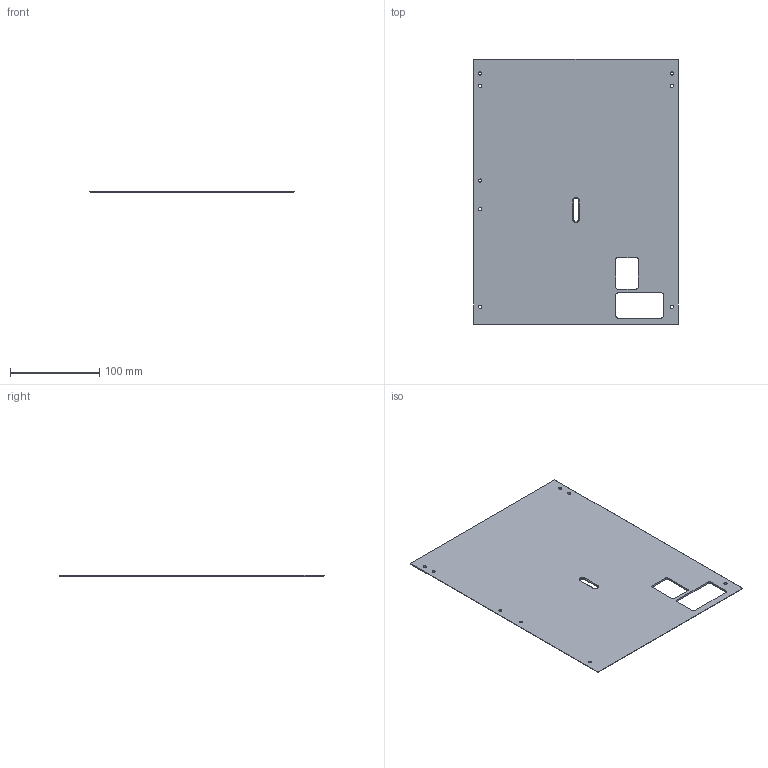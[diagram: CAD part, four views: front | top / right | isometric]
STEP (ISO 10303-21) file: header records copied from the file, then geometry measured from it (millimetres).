
FILE_DESCRIPTION (( 'STEP AP203' ), '1' );
FILE_NAME ('Electronic_Access_Plate.STEP', '2023-04-26T11:35:26', ( '' ), ( '' ), 'SwSTEP 2.0', 'SolidWorks 2018', '' );
FILE_SCHEMA (( 'CONFIG_CONTROL_DESIGN' ));
Length unit declared in the file: millimetre
Products named in the file (1): Electronic_Access_Plate
Bounding box: 229 x 297 x 2 mm (x, y, z)
Volume: 129878.3 mm3; surface area: 132995.6 mm2
Topology: 1 solids, 1 shells, 57 faces, 153 edges, 98 vertices
Faces by surface type: cylinder 32, plane 19, torus 4, cone 2
Entity records: 1922 total; most frequent: DIRECTION 339, CARTESIAN_POINT 309, ORIENTED_EDGE 306, EDGE_CURVE 153, AXIS2_PLACEMENT_3D 128, VERTEX_POINT 98, VECTOR 83, LINE 83
